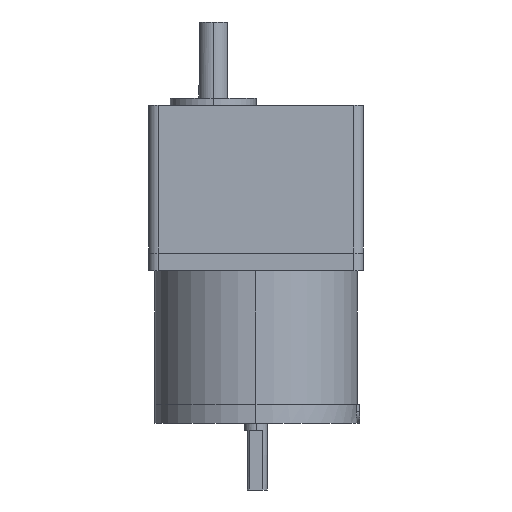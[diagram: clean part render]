
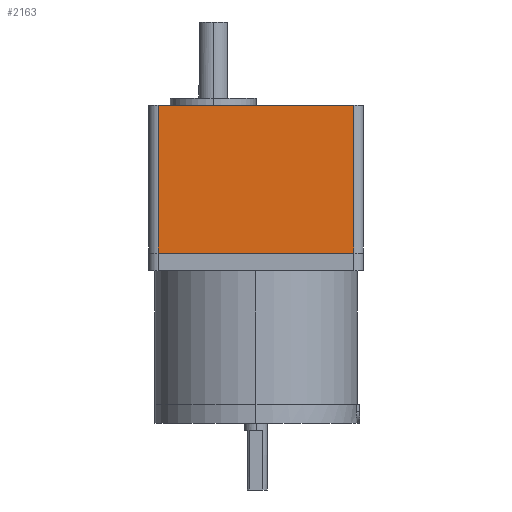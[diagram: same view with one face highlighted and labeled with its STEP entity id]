
A CAD part, left-side view. The second image highlights one B-rep face of the part: STEP entity #2163.
In plain terms, the highlighted planar face has unit normal (-1, 0, 0).
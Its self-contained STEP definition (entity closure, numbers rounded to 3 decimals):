
#390 = VERTEX_POINT ( 'NONE', #1762 ) ;
#391 = VERTEX_POINT ( 'NONE', #1763 ) ;
#398 = VERTEX_POINT ( 'NONE', #1770 ) ;
#399 = VERTEX_POINT ( 'NONE', #1771 ) ;
#606 = EDGE_LOOP ( 'NONE', ( #689, #693, #692, #694 ) ) ;
#689 = ORIENTED_EDGE ( 'NONE', *, *, #2197, .T. ) ;
#692 = ORIENTED_EDGE ( 'NONE', *, *, #2188, .F. ) ;
#693 = ORIENTED_EDGE ( 'NONE', *, *, #2196, .T. ) ;
#694 = ORIENTED_EDGE ( 'NONE', *, *, #2198, .T. ) ;
#1048 = FACE_OUTER_BOUND ( 'NONE', #606, .T. ) ;
#1072 = LINE ( 'NONE', #1160, #1648 ) ;
#1076 = LINE ( 'NONE', #1180, #1205 ) ;
#1077 = LINE ( 'NONE', #1182, #1206 ) ;
#1078 = LINE ( 'NONE', #1184, #1207 ) ;
#1160 = CARTESIAN_POINT ( 'NONE',  ( -45., 45., 0. ) ) ;
#1161 = DIRECTION ( 'NONE',  ( 0., -1., 0. ) ) ;
#1180 = CARTESIAN_POINT ( 'NONE',  ( -45., -41., -62. ) ) ;
#1181 = DIRECTION ( 'NONE',  ( 0., 0., 1. ) ) ;
#1182 = CARTESIAN_POINT ( 'NONE',  ( -45., 45., -62. ) ) ;
#1183 = DIRECTION ( 'NONE',  ( 0., -1., 0. ) ) ;
#1184 = CARTESIAN_POINT ( 'NONE',  ( -45., 41., -62. ) ) ;
#1185 = DIRECTION ( 'NONE',  ( 0., 0., -1. ) ) ;
#1205 = VECTOR ( 'NONE', #1181, 1000. ) ;
#1206 = VECTOR ( 'NONE', #1183, 1000. ) ;
#1207 = VECTOR ( 'NONE', #1185, 1000. ) ;
#1549 = AXIS2_PLACEMENT_3D ( 'NONE', #1571, #1572, #1573 ) ;
#1570 = PLANE ( 'NONE',  #1549 ) ;
#1571 = CARTESIAN_POINT ( 'NONE',  ( -45., 45., -62. ) ) ;
#1572 = DIRECTION ( 'NONE',  ( -1., 0., 0. ) ) ;
#1573 = DIRECTION ( 'NONE',  ( 0., -1., 0. ) ) ;
#1648 = VECTOR ( 'NONE', #1161, 1000. ) ;
#1762 = CARTESIAN_POINT ( 'NONE',  ( -45., 41., 0. ) ) ;
#1763 = CARTESIAN_POINT ( 'NONE',  ( -45., -41., 0. ) ) ;
#1770 = CARTESIAN_POINT ( 'NONE',  ( -45., 41., -62. ) ) ;
#1771 = CARTESIAN_POINT ( 'NONE',  ( -45., -41., -62. ) ) ;
#2163 = ADVANCED_FACE ( 'NONE', ( #1048 ), #1570, .T. ) ;
#2188 = EDGE_CURVE ( 'NONE', #390, #391, #1072, .T. ) ;
#2196 = EDGE_CURVE ( 'NONE', #399, #391, #1076, .T. ) ;
#2197 = EDGE_CURVE ( 'NONE', #398, #399, #1077, .T. ) ;
#2198 = EDGE_CURVE ( 'NONE', #390, #398, #1078, .T. ) ;
